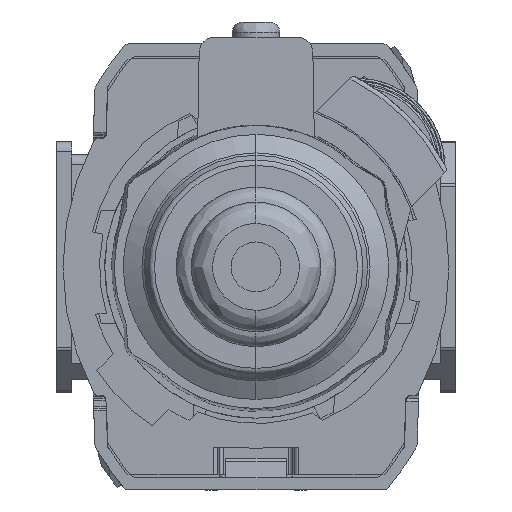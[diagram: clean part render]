
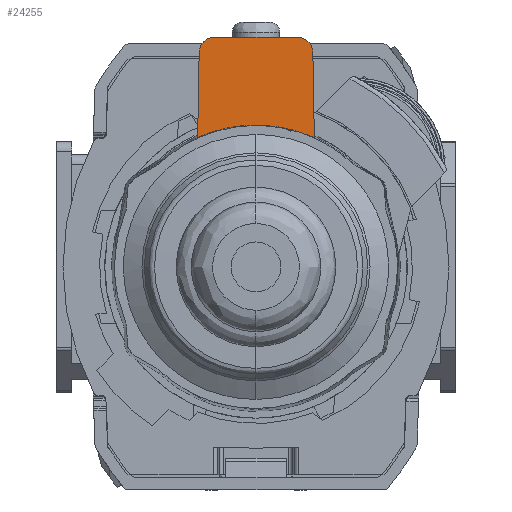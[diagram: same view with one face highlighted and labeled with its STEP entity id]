
A CAD part, front view. The second image highlights one B-rep face of the part: STEP entity #24255.
In plain terms, the highlighted planar face has unit normal (0, -1, 0).
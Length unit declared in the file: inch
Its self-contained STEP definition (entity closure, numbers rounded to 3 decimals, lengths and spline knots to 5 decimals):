
#744 = CARTESIAN_POINT ( 'NONE',  ( -0.16165, -3.1311, 0.63611 ) ) ;
#1306 = CARTESIAN_POINT ( 'NONE',  ( 0.24622, -3.1311, 1.0264 ) ) ;
#1493 = CARTESIAN_POINT ( 'NONE',  ( -0.25154, -3.1311, 1.01869 ) ) ;
#2193 = CARTESIAN_POINT ( 'NONE',  ( -0.22537, -3.1311, 1.0444 ) ) ;
#2526 = LINE ( 'NONE', #20807, #7696 ) ;
#2642 = ORIENTED_EDGE ( 'NONE', *, *, #21547, .F. ) ;
#3056 = VERTEX_POINT ( 'NONE', #5710 ) ;
#3225 = LINE ( 'NONE', #27680, #5944 ) ;
#4047 = EDGE_CURVE ( 'NONE', #34152, #3056, #24818, .T. ) ;
#4556 = CARTESIAN_POINT ( 'NONE',  ( 0.25754, -3.1311, 0.59835 ) ) ;
#5307 = CARTESIAN_POINT ( 'NONE',  ( -0.19922, -3.1311, 1.05315 ) ) ;
#5533 = CARTESIAN_POINT ( 'NONE',  ( -0.26074, -3.1311, 0.99269 ) ) ;
#5710 = CARTESIAN_POINT ( 'NONE',  ( -0.2677, -3.1311, 0.59376 ) ) ;
#5944 = VECTOR ( 'NONE', #13703, 39.37008 ) ;
#5996 = CARTESIAN_POINT ( 'NONE',  ( -0.23317, -3.1311, 1.03926 ) ) ;
#6704 = B_SPLINE_CURVE_WITH_KNOTS ( 'NONE', 3,
 ( #12718, #16023, #8212, #30505, #22695, #1306, #30028, #44263, #40713, #41186 ),
 .UNSPECIFIED., .F., .F.,
 ( 4, 2, 2, 2, 4 ),
 ( 0., 0.25, 0.5, 0.75, 1. ),
 .UNSPECIFIED. ) ;
#7696 = VECTOR ( 'NONE', #35277, 39.37008 ) ;
#7720 = ORIENTED_EDGE ( 'NONE', *, *, #8489, .F. ) ;
#8212 = CARTESIAN_POINT ( 'NONE',  ( 0.20835, -3.1311, 1.05135 ) ) ;
#8489 = EDGE_CURVE ( 'NONE', #14474, #37651, #44779, .T. ) ;
#9102 = CARTESIAN_POINT ( 'NONE',  ( -0.19005, -3.1311, 1.05315 ) ) ;
#9986 = DIRECTION ( 'NONE',  ( 0., 1., 0. ) ) ;
#11322 = ORIENTED_EDGE ( 'NONE', *, *, #43904, .F. ) ;
#11800 = CARTESIAN_POINT ( 'NONE',  ( -0.2609, -3.1311, 0.98352 ) ) ;
#12718 = CARTESIAN_POINT ( 'NONE',  ( 0.19001, -3.1311, 1.05315 ) ) ;
#13703 = DIRECTION ( 'NONE',  ( 1., 0., 0. ) ) ;
#14474 = VERTEX_POINT ( 'NONE', #11800 ) ;
#14701 = ORIENTED_EDGE ( 'NONE', *, *, #4047, .F. ) ;
#16023 = CARTESIAN_POINT ( 'NONE',  ( 0.19918, -3.1311, 1.05315 ) ) ;
#16895 = VERTEX_POINT ( 'NONE', #26111 ) ;
#17635 = LINE ( 'NONE', #29246, #29352 ) ;
#18265 = CARTESIAN_POINT ( 'NONE',  ( 0.26766, -3.1311, 0.59378 ) ) ;
#19247 = CARTESIAN_POINT ( 'NONE',  ( 0.24729, -3.1311, 0.60266 ) ) ;
#20807 = CARTESIAN_POINT ( 'NONE',  ( -0.27343, -3.1311, 0.26575 ) ) ;
#21547 = EDGE_CURVE ( 'NONE', #39408, #16895, #6704, .T. ) ;
#22289 = ORIENTED_EDGE ( 'NONE', *, *, #27848, .F. ) ;
#22360 = CARTESIAN_POINT ( 'NONE',  ( -0.2677, -3.1311, 0.59376 ) ) ;
#22695 = CARTESIAN_POINT ( 'NONE',  ( 0.23313, -3.1311, 1.03926 ) ) ;
#23344 = CARTESIAN_POINT ( 'NONE',  ( -0.24626, -3.1311, 1.0264 ) ) ;
#24038 = CARTESIAN_POINT ( 'NONE',  ( -0.2609, -3.1311, 0.98352 ) ) ;
#24255 = ADVANCED_FACE ( 'NONE', ( #28018 ), #27545, .F. ) ;
#24818 = B_SPLINE_CURVE_WITH_KNOTS ( 'NONE', 3,
 ( #41325, #4556, #19247, #26370, #33259, #40855, #744, #26139, #40614, #22360 ),
 .UNSPECIFIED., .F., .F.,
 ( 4, 2, 2, 2, 4 ),
 ( 0., 0.06041, 0.49996, 0.93951, 1. ),
 .UNSPECIFIED. ) ;
#24933 = AXIS2_PLACEMENT_3D ( 'NONE', #31106, #9986, #31333 ) ;
#25461 = DIRECTION ( 'NONE',  ( 0.017, 0., -1. ) ) ;
#25871 = CARTESIAN_POINT ( 'NONE',  ( 0.19001, -3.1311, 1.05315 ) ) ;
#26111 = CARTESIAN_POINT ( 'NONE',  ( 0.26086, -3.1311, 0.98352 ) ) ;
#26139 = CARTESIAN_POINT ( 'NONE',  ( -0.24731, -3.1311, 0.60265 ) ) ;
#26370 = CARTESIAN_POINT ( 'NONE',  ( 0.16165, -3.1311, 0.63611 ) ) ;
#27545 = PLANE ( 'NONE',  #24933 ) ;
#27680 = CARTESIAN_POINT ( 'NONE',  ( -0.19005, -3.1311, 1.05315 ) ) ;
#27848 = EDGE_CURVE ( 'NONE', #3056, #14474, #2526, .T. ) ;
#28018 = FACE_OUTER_BOUND ( 'NONE', #46688, .T. ) ;
#29246 = CARTESIAN_POINT ( 'NONE',  ( 0.26086, -3.1311, 0.98352 ) ) ;
#29352 = VECTOR ( 'NONE', #25461, 39.37008 ) ;
#30028 = CARTESIAN_POINT ( 'NONE',  ( 0.2515, -3.1311, 1.01869 ) ) ;
#30505 = CARTESIAN_POINT ( 'NONE',  ( 0.22533, -3.1311, 1.0444 ) ) ;
#31106 = CARTESIAN_POINT ( 'NONE',  ( -0.19005, -3.1311, 0.98228 ) ) ;
#31333 = DIRECTION ( 'NONE',  ( 0., 0., 1. ) ) ;
#33259 = CARTESIAN_POINT ( 'NONE',  ( 0.08084, -3.1311, 0.65133 ) ) ;
#33775 = CARTESIAN_POINT ( 'NONE',  ( -0.19005, -3.1311, 1.05315 ) ) ;
#34152 = VERTEX_POINT ( 'NONE', #18265 ) ;
#35223 = EDGE_CURVE ( 'NONE', #16895, #34152, #17635, .T. ) ;
#35277 = DIRECTION ( 'NONE',  ( 0.017, 0., 1. ) ) ;
#37651 = VERTEX_POINT ( 'NONE', #33775 ) ;
#37813 = CARTESIAN_POINT ( 'NONE',  ( -0.20839, -3.1311, 1.05135 ) ) ;
#39408 = VERTEX_POINT ( 'NONE', #25871 ) ;
#40219 = ORIENTED_EDGE ( 'NONE', *, *, #35223, .F. ) ;
#40614 = CARTESIAN_POINT ( 'NONE',  ( -0.25756, -3.1311, 0.59834 ) ) ;
#40713 = CARTESIAN_POINT ( 'NONE',  ( 0.2607, -3.1311, 0.99269 ) ) ;
#40855 = CARTESIAN_POINT ( 'NONE',  ( -0.08084, -3.1311, 0.65133 ) ) ;
#41186 = CARTESIAN_POINT ( 'NONE',  ( 0.26086, -3.1311, 0.98352 ) ) ;
#41325 = CARTESIAN_POINT ( 'NONE',  ( 0.26766, -3.1311, 0.59378 ) ) ;
#41363 = CARTESIAN_POINT ( 'NONE',  ( -0.25878, -3.1311, 1.00183 ) ) ;
#43904 = EDGE_CURVE ( 'NONE', #37651, #39408, #3225, .T. ) ;
#44263 = CARTESIAN_POINT ( 'NONE',  ( 0.25874, -3.1311, 1.00183 ) ) ;
#44779 = B_SPLINE_CURVE_WITH_KNOTS ( 'NONE', 3,
 ( #24038, #5533, #41363, #1493, #23344, #5996, #2193, #37813, #5307, #9102 ),
 .UNSPECIFIED., .F., .F.,
 ( 4, 2, 2, 2, 4 ),
 ( 0., 0.25, 0.5, 0.75, 1. ),
 .UNSPECIFIED. ) ;
#46688 = EDGE_LOOP ( 'NONE', ( #40219, #2642, #11322, #7720, #22289, #14701 ) ) ;
